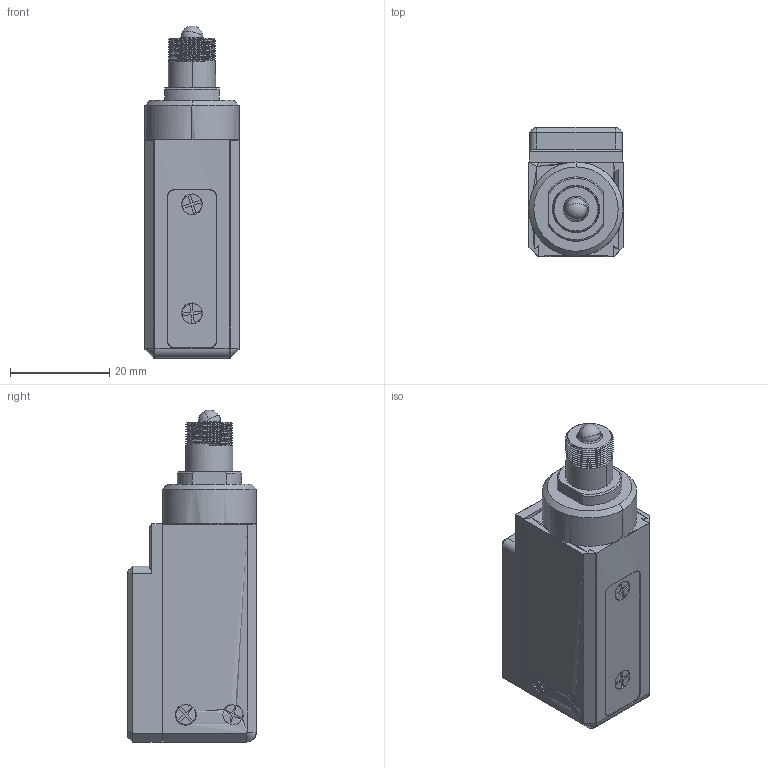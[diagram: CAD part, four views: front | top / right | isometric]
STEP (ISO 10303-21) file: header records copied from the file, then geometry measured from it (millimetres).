
FILE_DESCRIPTION (( 'STEP AP203' ), '1' );
FILE_NAME ('527205.STEP', '2025-07-01T06:44:08', ( '' ), ( '' ), 'SwSTEP 2.0', 'SolidWorks 2020', '' );
FILE_SCHEMA (( 'CONFIG_CONTROL_DESIGN' ));
Length unit declared in the file: millimetre
Products named in the file (1): 527205
Bounding box: 19 x 26 x 66.99 mm (x, y, z)
Surface area: 7546.2 mm2 (no closed solid volume)
Topology: 0 solids, 8 shells, 294 faces, 937 edges, 652 vertices
Faces by surface type: plane 198, cylinder 74, cone 13, sphere 4, bspline 3, torus 2
Entity records: 17033 total; most frequent: CARTESIAN_POINT 10719, ORIENTED_EDGE 1608, EDGE_CURVE 931, B_SPLINE_CURVE_WITH_KNOTS 920, VERTEX_POINT 652, DIRECTION 588, EDGE_LOOP 324, AXIS2_PLACEMENT_3D 294
